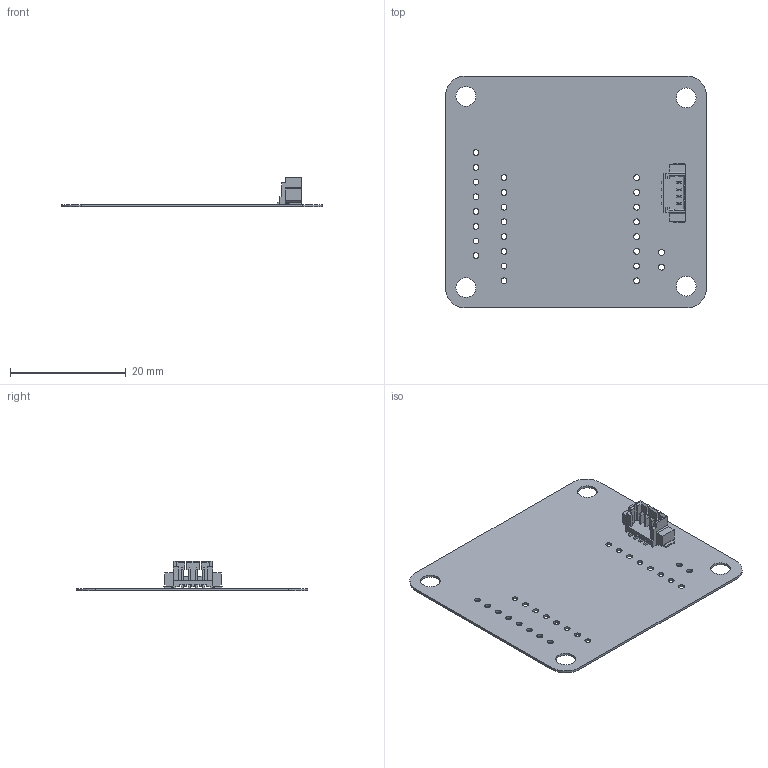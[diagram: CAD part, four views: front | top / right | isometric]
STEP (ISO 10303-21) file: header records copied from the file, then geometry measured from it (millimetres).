
FILE_DESCRIPTION(('Open CASCADE Model'),'2;1');
FILE_NAME('Open CASCADE Shape Model','2025-12-01T00:49:24',('Author'),( 'Open CASCADE'),'Open CASCADE STEP processor 7.5','Open CASCADE 7.5' ,'Unknown');
FILE_SCHEMA(('AUTOMOTIVE_DESIGN { 1 0 10303 214 1 1 1 1 }'));
Length unit declared in the file: millimetre
Products named in the file (5): PCB; Board; Open CASCADE STEP translator 7.5 3.1.1; J1; 53398-0471--3DModel-STEP-194946
Assembly tree (4 placements, depth 3):
  PCB
    Board
      Open CASCADE STEP translator 7.5 3.1.1
    J1
      53398-0471--3DModel-STEP-194946
Bounding box: 45 x 40 x 5.14 mm (x, y, z)
Volume: 772.9 mm3; surface area: 3863.1 mm2
Topology: 2 solids, 4 shells, 306 faces, 809 edges, 524 vertices
Faces by surface type: plane 264, cylinder 42
Full cylindrical faces by diameter (mm): 1.02 x26, 3.4 x4
Entity records: 9494 total; most frequent: CARTESIAN_POINT 1652, ORIENTED_EDGE 1618, DIRECTION 1509, EDGE_CURVE 809, LINE 723, VECTOR 723, VERTEX_POINT 524, AXIS2_PLACEMENT_3D 393
